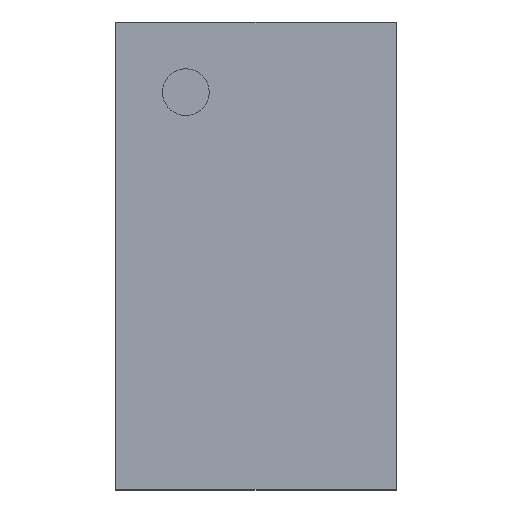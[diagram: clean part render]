
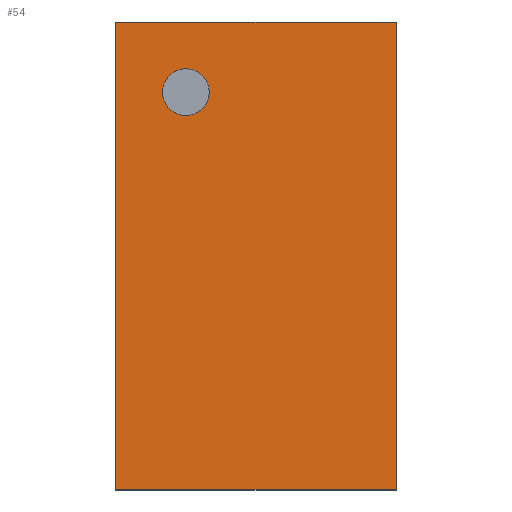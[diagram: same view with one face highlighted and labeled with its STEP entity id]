
A CAD part, top view. The second image highlights one B-rep face of the part: STEP entity #54.
In plain terms, the highlighted planar face has unit normal (0, 0, 1).
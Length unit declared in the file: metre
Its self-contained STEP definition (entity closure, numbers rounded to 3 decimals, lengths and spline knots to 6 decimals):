
#54 = ADVANCED_FACE( '', ( #102 ), #103, .T. );
#102 = FACE_OUTER_BOUND( '', #142, .T. );
#103 = PLANE( '', #143 );
#142 = EDGE_LOOP( '', ( #202, #203, #204, #205 ) );
#143 = AXIS2_PLACEMENT_3D( '', #206, #207, #208 );
#202 = ORIENTED_EDGE( '', *, *, #217, .F. );
#203 = ORIENTED_EDGE( '', *, *, #228, .T. );
#204 = ORIENTED_EDGE( '', *, *, #222, .T. );
#205 = ORIENTED_EDGE( '', *, *, #212, .F. );
#206 = CARTESIAN_POINT( '', ( 0., 0., 0.0016 ) );
#207 = DIRECTION( '', ( 0., 0., 1. ) );
#208 = DIRECTION( '', ( 1., 0., 0. ) );
#212 = EDGE_CURVE( '', #236, #238, #239, .T. );
#217 = EDGE_CURVE( '', #244, #236, #246, .T. );
#222 = EDGE_CURVE( '', #252, #238, #253, .T. );
#228 = EDGE_CURVE( '', #244, #252, #261, .T. );
#236 = VERTEX_POINT( '', #270 );
#238 = VERTEX_POINT( '', #273 );
#239 = LINE( '', #274, #275 );
#244 = VERTEX_POINT( '', #282 );
#246 = LINE( '', #285, #286 );
#252 = VERTEX_POINT( '', #294 );
#253 = LINE( '', #295, #296 );
#261 = LINE( '', #305, #306 );
#270 = CARTESIAN_POINT( '', ( -0.0015, -0.0025, 0.0016 ) );
#273 = CARTESIAN_POINT( '', ( -0.0015, 0.0025, 0.0016 ) );
#274 = CARTESIAN_POINT( '', ( -0.0015, 0., 0.0016 ) );
#275 = VECTOR( '', #312, 1. );
#282 = CARTESIAN_POINT( '', ( 0.0015, -0.0025, 0.0016 ) );
#285 = CARTESIAN_POINT( '', ( 0., -0.0025, 0.0016 ) );
#286 = VECTOR( '', #316, 1. );
#294 = CARTESIAN_POINT( '', ( 0.0015, 0.0025, 0.0016 ) );
#295 = CARTESIAN_POINT( '', ( 0., 0.0025, 0.0016 ) );
#296 = VECTOR( '', #319, 1. );
#305 = CARTESIAN_POINT( '', ( 0.0015, 0., 0.0016 ) );
#306 = VECTOR( '', #327, 1. );
#312 = DIRECTION( '', ( 0., 1., 0. ) );
#316 = DIRECTION( '', ( -1., 0., 0. ) );
#319 = DIRECTION( '', ( -1., 0., 0. ) );
#327 = DIRECTION( '', ( 0., 1., 0. ) );
